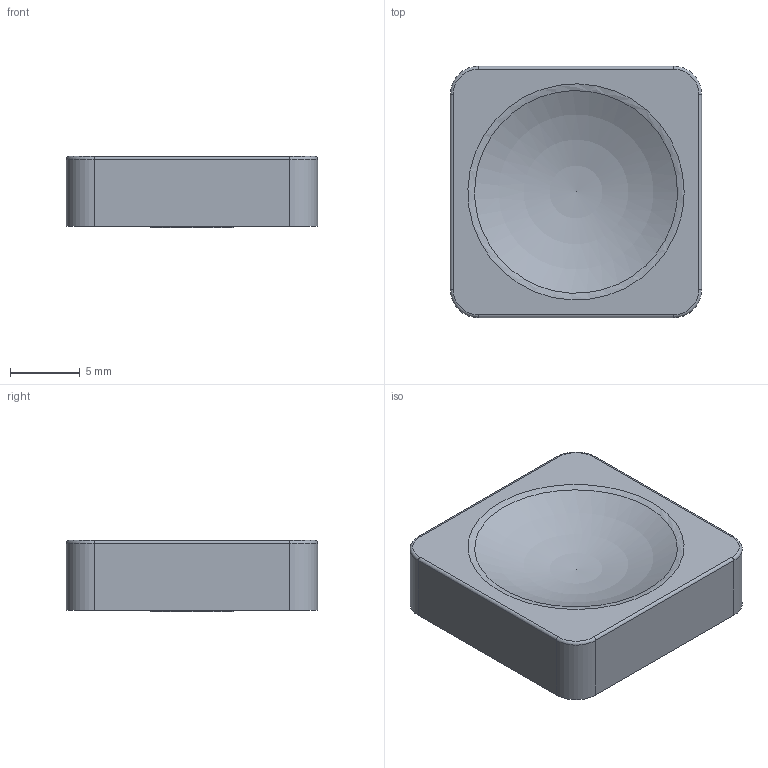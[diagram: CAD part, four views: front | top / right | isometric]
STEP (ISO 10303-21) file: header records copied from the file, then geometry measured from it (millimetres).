
FILE_DESCRIPTION(('FreeCAD Model'),'2;1');
FILE_NAME('Open CASCADE Shape Model','2025-12-02T17:50:49',(''),(''), 'Open CASCADE STEP processor 7.9','FreeCAD','Unknown');
FILE_SCHEMA(('AUTOMOTIVE_DESIGN { 1 0 10303 214 1 1 1 1 }'));
Length unit declared in the file: millimetre
Products named in the file (1): Pocket001
Bounding box: 18 x 18 x 5.1 mm (x, y, z)
Volume: 793.7 mm3; surface area: 1239.2 mm2
Topology: 1 solids, 1 shells, 44 faces, 108 edges, 69 vertices
Faces by surface type: plane 25, cylinder 13, torus 4, bspline 1, sphere 1
Full cylindrical faces by diameter (mm): 6 x1
Entity records: 1394 total; most frequent: CARTESIAN_POINT 320, DIRECTION 223, ORIENTED_EDGE 214, EDGE_CURVE 107, AXIS2_PLACEMENT_3D 75, LINE 73, VECTOR 73, VERTEX_POINT 69
